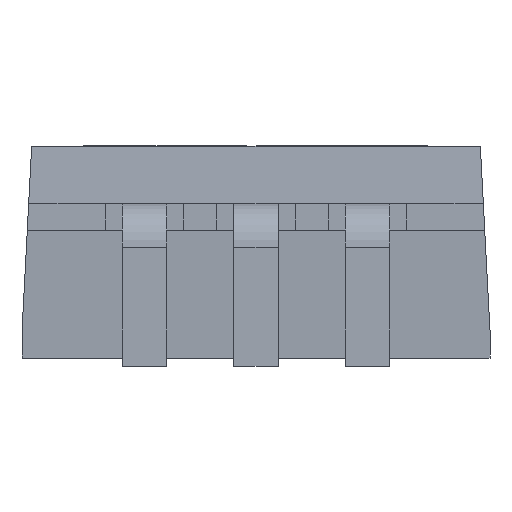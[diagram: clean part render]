
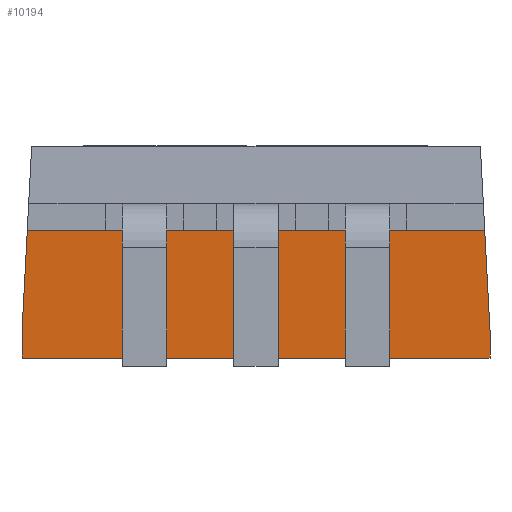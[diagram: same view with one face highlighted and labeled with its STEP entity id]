
A CAD part, front view. The second image highlights one B-rep face of the part: STEP entity #10194.
In plain terms, the highlighted planar face has unit normal (0, -0.999, -0.052).
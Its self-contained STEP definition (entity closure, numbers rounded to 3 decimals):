
#354 = EDGE_CURVE ( 'NONE', #2140, #4268, #1591, .T. ) ;
#369 = FACE_OUTER_BOUND ( 'NONE', #5969, .T. ) ;
#387 = ORIENTED_EDGE ( 'NONE', *, *, #6561, .T. ) ;
#433 = CARTESIAN_POINT ( 'NONE',  ( -5.335, 0., -0.61 ) ) ;
#468 = VERTEX_POINT ( 'NONE', #6363 ) ;
#607 = VECTOR ( 'NONE', #9760, 1000. ) ;
#918 = CARTESIAN_POINT ( 'NONE',  ( -0.89, 0., -0.61 ) ) ;
#949 = ORIENTED_EDGE ( 'NONE', *, *, #1894, .T. ) ;
#1021 = ORIENTED_EDGE ( 'NONE', *, *, #4466, .F. ) ;
#1028 = LINE ( 'NONE', #6134, #8494 ) ;
#1089 = ORIENTED_EDGE ( 'NONE', *, *, #5750, .F. ) ;
#1157 = EDGE_CURVE ( 'NONE', #4482, #2206, #10718, .T. ) ;
#1226 = ORIENTED_EDGE ( 'NONE', *, *, #354, .F. ) ;
#1480 = LINE ( 'NONE', #2105, #1791 ) ;
#1591 = LINE ( 'NONE', #3968, #1817 ) ;
#1616 = ORIENTED_EDGE ( 'NONE', *, *, #1157, .T. ) ;
#1791 = VECTOR ( 'NONE', #5484, 1000. ) ;
#1794 = ORIENTED_EDGE ( 'NONE', *, *, #2756, .F. ) ;
#1817 = VECTOR ( 'NONE', #7416, 1000. ) ;
#1894 = EDGE_CURVE ( 'NONE', #7626, #3008, #3493, .T. ) ;
#2105 = CARTESIAN_POINT ( 'NONE',  ( -5.335, 0., -0.61 ) ) ;
#2140 = VERTEX_POINT ( 'NONE', #6588 ) ;
#2163 = VERTEX_POINT ( 'NONE', #9298 ) ;
#2206 = VERTEX_POINT ( 'NONE', #2477 ) ;
#2442 = DIRECTION ( 'NONE',  ( 1., 0., 0. ) ) ;
#2477 = CARTESIAN_POINT ( 'NONE',  ( 5.215, 0., -0.61 ) ) ;
#2487 = CARTESIAN_POINT ( 'NONE',  ( -5.335, 0.153, -3.522 ) ) ;
#2528 = VECTOR ( 'NONE', #7471, 1000. ) ;
#2546 = LINE ( 'NONE', #2487, #10748 ) ;
#2715 = EDGE_CURVE ( 'NONE', #10780, #2163, #7066, .T. ) ;
#2756 = EDGE_CURVE ( 'NONE', #4032, #4591, #8111, .T. ) ;
#2800 = VECTOR ( 'NONE', #6308, 1000. ) ;
#2869 = CARTESIAN_POINT ( 'NONE',  ( -5.335, 0.12, -2.9 ) ) ;
#3008 = VERTEX_POINT ( 'NONE', #9241 ) ;
#3054 = CARTESIAN_POINT ( 'NONE',  ( -5.335, 0., -0.61 ) ) ;
#3493 = LINE ( 'NONE', #9312, #3507 ) ;
#3507 = VECTOR ( 'NONE', #10126, 1000. ) ;
#3968 = CARTESIAN_POINT ( 'NONE',  ( -5.335, 0., -0.61 ) ) ;
#4024 = CARTESIAN_POINT ( 'NONE',  ( 5.177, -0.038, 0.117 ) ) ;
#4032 = VERTEX_POINT ( 'NONE', #4707 ) ;
#4268 = VERTEX_POINT ( 'NONE', #6306 ) ;
#4440 = CARTESIAN_POINT ( 'NONE',  ( -5.335, 0., -0.61 ) ) ;
#4466 = EDGE_CURVE ( 'NONE', #2163, #2140, #10446, .T. ) ;
#4482 = VERTEX_POINT ( 'NONE', #9728 ) ;
#4522 = PLANE ( 'NONE',  #10324 ) ;
#4591 = VERTEX_POINT ( 'NONE', #8237 ) ;
#4703 = VECTOR ( 'NONE', #6407, 1000. ) ;
#4707 = CARTESIAN_POINT ( 'NONE',  ( -3.43, 0., -0.61 ) ) ;
#4732 = EDGE_CURVE ( 'NONE', #3008, #7263, #2546, .T. ) ;
#5008 = DIRECTION ( 'NONE',  ( 1., 0., 0. ) ) ;
#5484 = DIRECTION ( 'NONE',  ( 1., 0., 0. ) ) ;
#5690 = CARTESIAN_POINT ( 'NONE',  ( 5.335, 0., -0.61 ) ) ;
#5750 = EDGE_CURVE ( 'NONE', #4268, #2206, #1480, .T. ) ;
#5969 = EDGE_LOOP ( 'NONE', ( #1616, #1089, #1226, #1021, #9377, #7389, #1794, #8436, #387, #949, #9211, #10309 ) ) ;
#6050 = EDGE_CURVE ( 'NONE', #7263, #4482, #9825, .T. ) ;
#6134 = CARTESIAN_POINT ( 'NONE',  ( -5.191, -0.024, -0.161 ) ) ;
#6284 = CARTESIAN_POINT ( 'NONE',  ( 5.335, 0.153, -3.522 ) ) ;
#6306 = CARTESIAN_POINT ( 'NONE',  ( 3.43, 0., -0.61 ) ) ;
#6308 = DIRECTION ( 'NONE',  ( 1., 0., 0. ) ) ;
#6363 = CARTESIAN_POINT ( 'NONE',  ( -5.215, 0., -0.61 ) ) ;
#6407 = DIRECTION ( 'NONE',  ( 1., 0., 0. ) ) ;
#6561 = EDGE_CURVE ( 'NONE', #468, #7626, #1028, .T. ) ;
#6588 = CARTESIAN_POINT ( 'NONE',  ( 1.65, 0., -0.61 ) ) ;
#7066 = LINE ( 'NONE', #10434, #4703 ) ;
#7168 = CARTESIAN_POINT ( 'NONE',  ( -5.335, 0.076, -2.066 ) ) ;
#7188 = CARTESIAN_POINT ( 'NONE',  ( -5.335, 0., -0.61 ) ) ;
#7263 = VERTEX_POINT ( 'NONE', #6284 ) ;
#7389 = ORIENTED_EDGE ( 'NONE', *, *, #8484, .F. ) ;
#7416 = DIRECTION ( 'NONE',  ( 1., 0., 0. ) ) ;
#7471 = DIRECTION ( 'NONE',  ( -0.052, -0.052, 0.997 ) ) ;
#7539 = VECTOR ( 'NONE', #10549, 1000. ) ;
#7626 = VERTEX_POINT ( 'NONE', #2869 ) ;
#7775 = VECTOR ( 'NONE', #10696, 1000. ) ;
#7801 = VECTOR ( 'NONE', #2442, 1000. ) ;
#8111 = LINE ( 'NONE', #433, #2800 ) ;
#8237 = CARTESIAN_POINT ( 'NONE',  ( -1.65, 0., -0.61 ) ) ;
#8374 = EDGE_CURVE ( 'NONE', #468, #4032, #9812, .T. ) ;
#8436 = ORIENTED_EDGE ( 'NONE', *, *, #8374, .F. ) ;
#8484 = EDGE_CURVE ( 'NONE', #4591, #10780, #10334, .T. ) ;
#8494 = VECTOR ( 'NONE', #9487, 1000. ) ;
#9211 = ORIENTED_EDGE ( 'NONE', *, *, #4732, .T. ) ;
#9241 = CARTESIAN_POINT ( 'NONE',  ( -5.335, 0.153, -3.522 ) ) ;
#9298 = CARTESIAN_POINT ( 'NONE',  ( 0.89, 0., -0.61 ) ) ;
#9312 = CARTESIAN_POINT ( 'NONE',  ( -5.335, 0., -0.61 ) ) ;
#9377 = ORIENTED_EDGE ( 'NONE', *, *, #2715, .F. ) ;
#9487 = DIRECTION ( 'NONE',  ( -0.052, 0.052, -0.997 ) ) ;
#9659 = DIRECTION ( 'NONE',  ( 0., -0.999, -0.052 ) ) ;
#9706 = DIRECTION ( 'NONE',  ( 0., 0.052, -0.999 ) ) ;
#9728 = CARTESIAN_POINT ( 'NONE',  ( 5.335, 0.12, -2.9 ) ) ;
#9760 = DIRECTION ( 'NONE',  ( 1., 0., 0. ) ) ;
#9812 = LINE ( 'NONE', #3054, #607 ) ;
#9825 = LINE ( 'NONE', #5690, #7775 ) ;
#10126 = DIRECTION ( 'NONE',  ( 0., 0.052, -0.999 ) ) ;
#10194 = ADVANCED_FACE ( 'NONE', ( #369 ), #4522, .T. ) ;
#10309 = ORIENTED_EDGE ( 'NONE', *, *, #6050, .T. ) ;
#10324 = AXIS2_PLACEMENT_3D ( 'NONE', #7168, #9659, #9706 ) ;
#10334 = LINE ( 'NONE', #4440, #7801 ) ;
#10434 = CARTESIAN_POINT ( 'NONE',  ( -5.335, 0., -0.61 ) ) ;
#10446 = LINE ( 'NONE', #7188, #7539 ) ;
#10549 = DIRECTION ( 'NONE',  ( 1., 0., 0. ) ) ;
#10696 = DIRECTION ( 'NONE',  ( 0., -0.052, 0.999 ) ) ;
#10718 = LINE ( 'NONE', #4024, #2528 ) ;
#10748 = VECTOR ( 'NONE', #5008, 1000. ) ;
#10780 = VERTEX_POINT ( 'NONE', #918 ) ;
